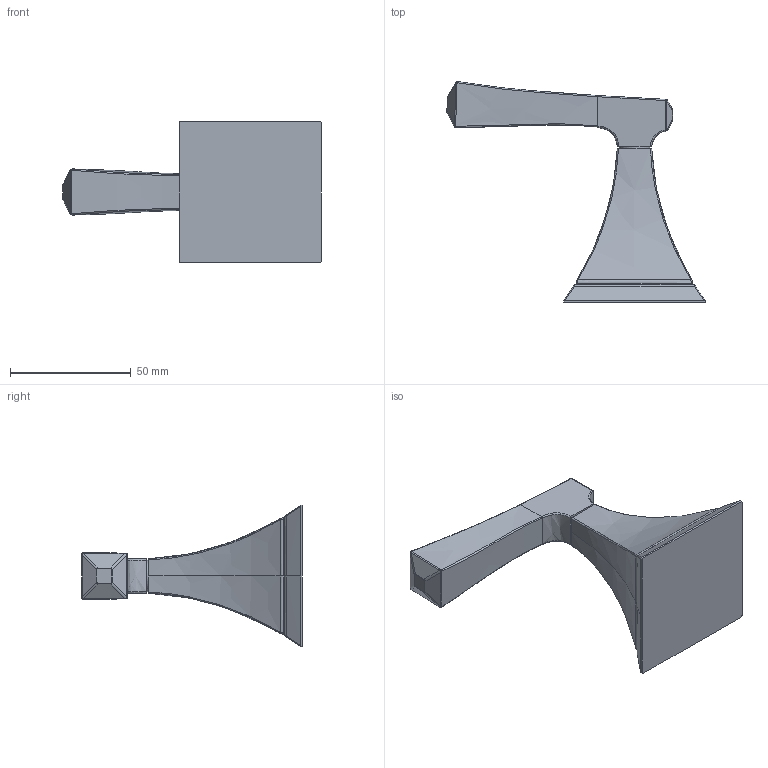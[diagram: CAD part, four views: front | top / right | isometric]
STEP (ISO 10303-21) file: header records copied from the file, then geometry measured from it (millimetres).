
FILE_DESCRIPTION((''),'2;1');
FILE_NAME('12366','2021-01-04T14:26:43',('jinson.thomas'),(''),'CREO PARAMETRIC BY PTC INC, 2018400','CREO PARAMETRIC BY PTC INC, 2018400','');
FILE_SCHEMA(('CONFIG_CONTROL_DESIGN'));
Length unit declared in the file: inch
Products named in the file (1): 12366
Bounding box: 106.73 x 91.29 x 58.42 mm (x, y, z)
Volume: 89896.3 mm3; surface area: 17842 mm2
Topology: 1 solids, 1 shells, 150 faces, 336 edges, 190 vertices
Faces by surface type: bspline 93, cylinder 26, plane 15, extrusion 8, sphere 8
Entity records: 8380 total; most frequent: CARTESIAN_POINT 5705, ORIENTED_EDGE 672, DIRECTION 349, EDGE_CURVE 336, B_SPLINE_CURVE_WITH_KNOTS 191, VERTEX_POINT 190, EDGE_LOOP 152, FACE_OUTER_BOUND 150
